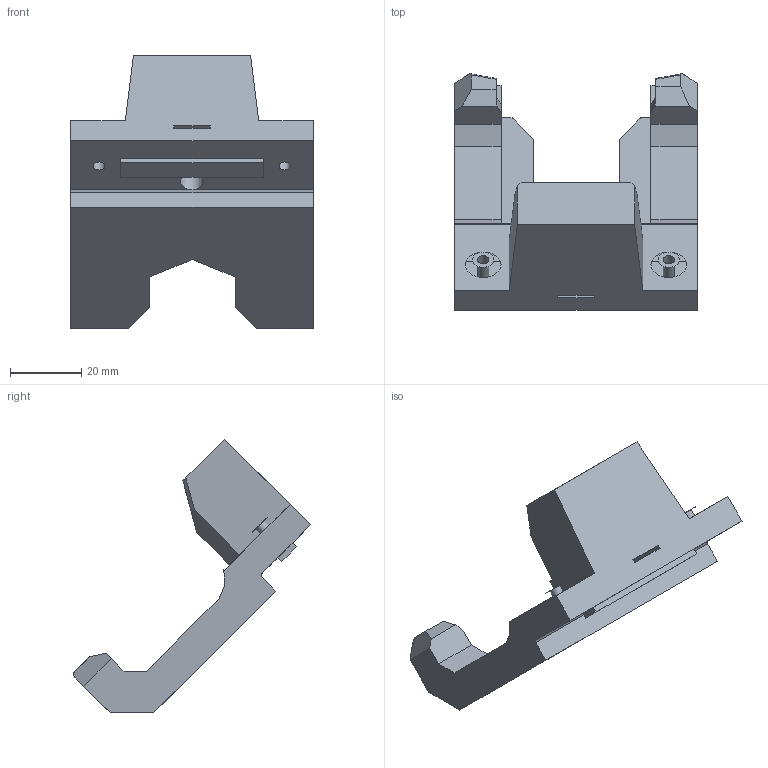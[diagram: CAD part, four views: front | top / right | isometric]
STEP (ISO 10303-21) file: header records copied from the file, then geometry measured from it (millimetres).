
FILE_DESCRIPTION(/* description */ (''),/* implementation_level */ '2;1');
FILE_NAME(/* name */ 'Tapchanger-Lite-Rods-Xol-Toolhead_Dock (1).step',/* time_stamp */ '2023-09-20T00:14:59+02:00',/* author */ (''),/* organization */ (''),/* preprocessor_version */ 'ST-DEVELOPER v20',/* originating_system */ 'Autodesk Translation Framework v12.9.0.99',/* authorisation */ '');
FILE_SCHEMA (('AUTOMOTIVE_DESIGN { 1 0 10303 214 3 1 1 }'));
Length unit declared in the file: millimetre
Products named in the file (2): Tapchanger-Lite-Rods-Xol-Toolhead_Dock (1); Tapchanger-lite-Rods-Xol-Toolhead_Maglock_Dock_Base (1)
Assembly tree (1 placements, depth 2):
  Tapchanger-Lite-Rods-Xol-Toolhead_Dock (1)
    Tapchanger-lite-Rods-Xol-Toolhead_Maglock_Dock_Base (1)
Bounding box: 68 x 66.32 x 76.71 mm (x, y, z)
Volume: 61842.4 mm3; surface area: 17445.3 mm2
Topology: 1 solids, 1 shells, 140 faces, 394 edges, 262 vertices
Faces by surface type: plane 84, cylinder 52, bspline 2, cone 2
Full cylindrical faces by diameter (mm): 3.2 x2, 3.332 x10, 4.109 x6, 6.1 x2, 6.4 x1
Entity records: 7117 total; most frequent: CARTESIAN_POINT 3595, ORIENTED_EDGE 788, DIRECTION 606, EDGE_CURVE 394, LINE 276, VECTOR 276, VERTEX_POINT 262, AXIS2_PLACEMENT_3D 165
